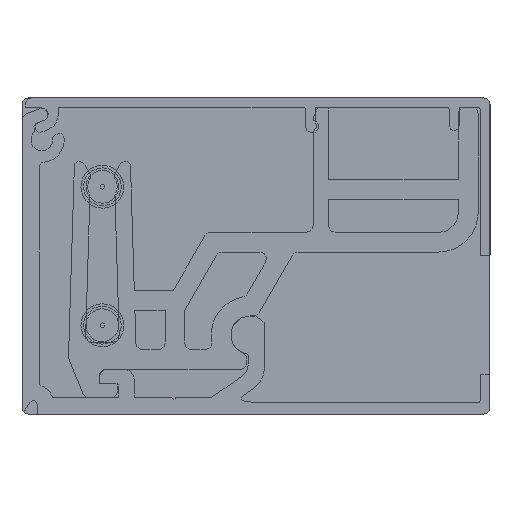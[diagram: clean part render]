
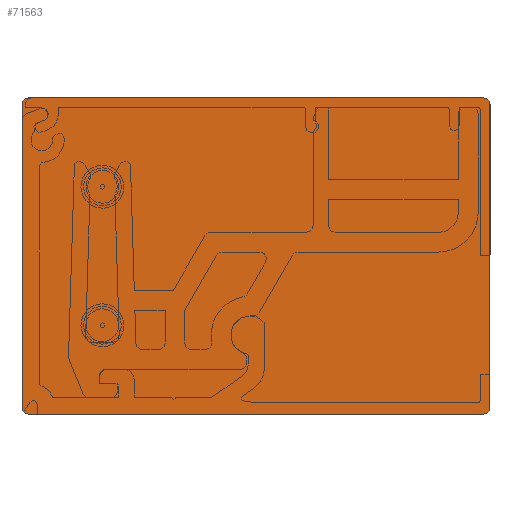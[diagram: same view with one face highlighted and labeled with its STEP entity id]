
A CAD part, front view. The second image highlights one B-rep face of the part: STEP entity #71563.
In plain terms, the highlighted face is planar.
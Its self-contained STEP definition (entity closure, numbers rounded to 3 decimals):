
#6496=PLANE('',#78110);
#10033=FACE_OUTER_BOUND('',#13990,.T.);
#13990=EDGE_LOOP('',(#66759,#66760,#66761,#66762,#66763,#66764,#66765,#66766));
#19508=LINE('',#136409,#25056);
#19511=LINE('',#136415,#25059);
#19512=LINE('',#136419,#25060);
#19513=LINE('',#136423,#25061);
#25056=VECTOR('',#95638,10.);
#25059=VECTOR('',#95643,10.);
#25060=VECTOR('',#95646,10.);
#25061=VECTOR('',#95649,10.);
#27965=CIRCLE('',#78107,1.);
#27967=CIRCLE('',#78111,1.);
#27968=CIRCLE('',#78112,1.);
#27969=CIRCLE('',#78113,1.);
#36424=VERTEX_POINT('',#136399);
#36425=VERTEX_POINT('',#136400);
#36428=VERTEX_POINT('',#136408);
#36430=VERTEX_POINT('',#136414);
#36431=VERTEX_POINT('',#136416);
#36432=VERTEX_POINT('',#136418);
#36433=VERTEX_POINT('',#136420);
#36434=VERTEX_POINT('',#136422);
#46551=EDGE_CURVE('',#36424,#36425,#27965,.T.);
#46555=EDGE_CURVE('',#36428,#36425,#19508,.T.);
#46558=EDGE_CURVE('',#36424,#36430,#19511,.T.);
#46559=EDGE_CURVE('',#36431,#36430,#27967,.T.);
#46560=EDGE_CURVE('',#36431,#36432,#19512,.T.);
#46561=EDGE_CURVE('',#36433,#36432,#27968,.T.);
#46562=EDGE_CURVE('',#36433,#36434,#19513,.T.);
#46563=EDGE_CURVE('',#36428,#36434,#27969,.T.);
#66759=ORIENTED_EDGE('',*,*,#46551,.F.);
#66760=ORIENTED_EDGE('',*,*,#46558,.T.);
#66761=ORIENTED_EDGE('',*,*,#46559,.F.);
#66762=ORIENTED_EDGE('',*,*,#46560,.T.);
#66763=ORIENTED_EDGE('',*,*,#46561,.F.);
#66764=ORIENTED_EDGE('',*,*,#46562,.T.);
#66765=ORIENTED_EDGE('',*,*,#46563,.F.);
#66766=ORIENTED_EDGE('',*,*,#46555,.T.);
#71563=ADVANCED_FACE('',(#10033),#6496,.T.);
#78107=AXIS2_PLACEMENT_3D('',#136401,#95630,#95631);
#78110=AXIS2_PLACEMENT_3D('',#136413,#95641,#95642);
#78111=AXIS2_PLACEMENT_3D('',#136417,#95644,#95645);
#78112=AXIS2_PLACEMENT_3D('',#136421,#95647,#95648);
#78113=AXIS2_PLACEMENT_3D('',#136424,#95650,#95651);
#95630=DIRECTION('center_axis',(0.,-1.,0.));
#95631=DIRECTION('ref_axis',(-0.707,0.,-0.707));
#95638=DIRECTION('',(-1.,0.,0.));
#95641=DIRECTION('center_axis',(0.,1.,0.));
#95642=DIRECTION('ref_axis',(0.,0.,1.));
#95643=DIRECTION('',(0.,0.,1.));
#95644=DIRECTION('center_axis',(0.,-1.,0.));
#95645=DIRECTION('ref_axis',(-0.707,0.,0.707));
#95646=DIRECTION('',(1.,0.,0.));
#95647=DIRECTION('center_axis',(0.,-1.,0.));
#95648=DIRECTION('ref_axis',(0.707,0.,0.707));
#95649=DIRECTION('',(0.,0.,-1.));
#95650=DIRECTION('center_axis',(0.,-1.,0.));
#95651=DIRECTION('ref_axis',(0.707,0.,-0.707));
#136399=CARTESIAN_POINT('',(-24.,2.,-34.5));
#136400=CARTESIAN_POINT('',(-23.,2.,-35.5));
#136401=CARTESIAN_POINT('Origin',(-23.,2.,-34.5));
#136408=CARTESIAN_POINT('',(23.,2.,-35.5));
#136409=CARTESIAN_POINT('',(24.,2.,-35.5));
#136413=CARTESIAN_POINT('Origin',(0.,2.,0.));
#136414=CARTESIAN_POINT('',(-24.,2.,34.5));
#136415=CARTESIAN_POINT('',(-24.,2.,-35.5));
#136416=CARTESIAN_POINT('',(-23.,2.,35.5));
#136417=CARTESIAN_POINT('Origin',(-23.,2.,34.5));
#136418=CARTESIAN_POINT('',(23.,2.,35.5));
#136419=CARTESIAN_POINT('',(-24.,2.,35.5));
#136420=CARTESIAN_POINT('',(24.,2.,34.5));
#136421=CARTESIAN_POINT('Origin',(23.,2.,34.5));
#136422=CARTESIAN_POINT('',(24.,2.,-34.5));
#136423=CARTESIAN_POINT('',(24.,2.,35.5));
#136424=CARTESIAN_POINT('Origin',(23.,2.,-34.5));
